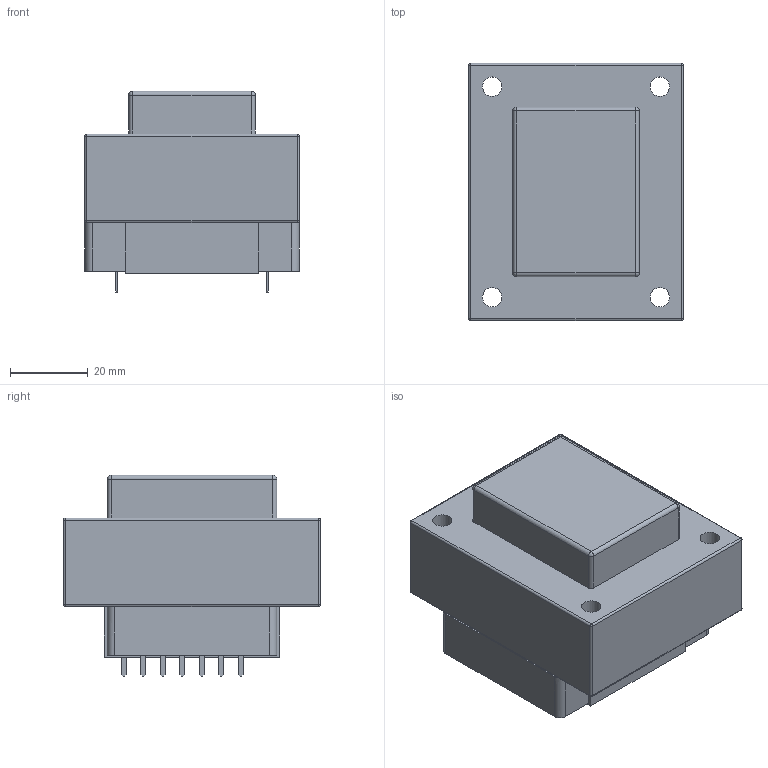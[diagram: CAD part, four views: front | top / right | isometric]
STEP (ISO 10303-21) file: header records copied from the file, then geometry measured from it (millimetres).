
FILE_DESCRIPTION(('FreeCAD Model'),'2;1');
FILE_NAME('Schaeffer_BV220.step','2019-08-16T00:13:17',('Author'),(''), 'Open CASCADE STEP processor 6.8','FreeCAD','Unknown');
FILE_SCHEMA(('AUTOMOTIVE_DESIGN_CC2 { 1 2 10303 214 -1 1 5 4 }'));
Length unit declared in the file: millimetre
Products named in the file (1): Schaeffer_BV220
Bounding box: 55 x 66 x 51.7 mm (x, y, z)
Volume: 121643.2 mm3; surface area: 20923.2 mm2
Topology: 1 solids, 1 shells, 155 faces, 392 edges, 240 vertices
Faces by surface type: plane 111, cylinder 32, sphere 12
Full cylindrical faces by diameter (mm): 5 x4
Entity records: 5598 total; most frequent: CARTESIAN_POINT 776, DIRECTION 760, ORIENTED_EDGE 760, EDGE_CURVE 380, LINE 312, VECTOR 312, VERTEX_POINT 240, AXIS2_PLACEMENT_3D 224
